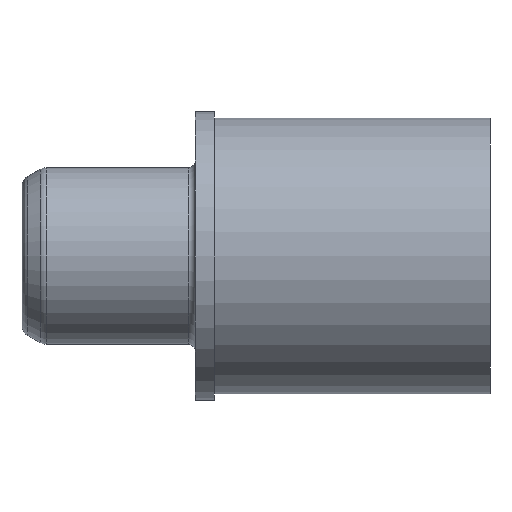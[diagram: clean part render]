
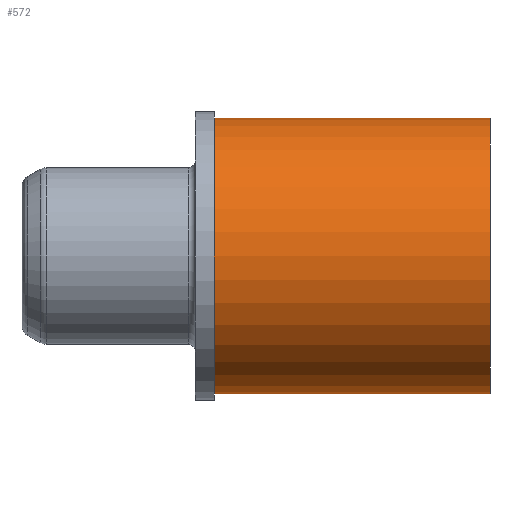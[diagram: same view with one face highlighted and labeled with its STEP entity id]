
A CAD part, left-side view. The second image highlights one B-rep face of the part: STEP entity #572.
In plain terms, the highlighted cylindrical face has radius 9.91 mm (diameter 19.82 mm), a partial arc.
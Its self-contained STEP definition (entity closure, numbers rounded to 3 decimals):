
#8 = DIRECTION ( 'NONE',  ( 0., -1., 0. ) ) ;
#33 = VERTEX_POINT ( 'NONE', #122 ) ;
#50 = CARTESIAN_POINT ( 'NONE',  ( 0., -8.106, 0. ) ) ;
#58 = VERTEX_POINT ( 'NONE', #512 ) ;
#67 = ORIENTED_EDGE ( 'NONE', *, *, #622, .F. ) ;
#82 = CYLINDRICAL_SURFACE ( 'NONE', #150, 9.91 ) ;
#122 = CARTESIAN_POINT ( 'NONE',  ( 0., 19.8, 9.91 ) ) ;
#140 = DIRECTION ( 'NONE',  ( 0., 0., -1. ) ) ;
#150 = AXIS2_PLACEMENT_3D ( 'NONE', #50, #601, #604 ) ;
#166 = AXIS2_PLACEMENT_3D ( 'NONE', #201, #605, #140 ) ;
#168 = DIRECTION ( 'NONE',  ( 0., -1., 0. ) ) ;
#174 = FACE_OUTER_BOUND ( 'NONE', #189, .T. ) ;
#189 = EDGE_LOOP ( 'NONE', ( #277, #531, #625, #67 ) ) ;
#194 = CARTESIAN_POINT ( 'NONE',  ( 0., -8.106, -9.91 ) ) ;
#197 = LINE ( 'NONE', #194, #429 ) ;
#201 = CARTESIAN_POINT ( 'NONE',  ( 0., 19.8, 0. ) ) ;
#202 = VERTEX_POINT ( 'NONE', #448 ) ;
#277 = ORIENTED_EDGE ( 'NONE', *, *, #610, .F. ) ;
#429 = VECTOR ( 'NONE', #658, 1000. ) ;
#448 = CARTESIAN_POINT ( 'NONE',  ( 0., 0., 9.91 ) ) ;
#485 = VECTOR ( 'NONE', #168, 1000. ) ;
#496 = CARTESIAN_POINT ( 'NONE',  ( 0., 0., 0. ) ) ;
#501 = CARTESIAN_POINT ( 'NONE',  ( 0., 19.8, -9.91 ) ) ;
#512 = CARTESIAN_POINT ( 'NONE',  ( 0., 0., -9.91 ) ) ;
#513 = LINE ( 'NONE', #592, #485 ) ;
#531 = ORIENTED_EDGE ( 'NONE', *, *, #644, .T. ) ;
#544 = AXIS2_PLACEMENT_3D ( 'NONE', #496, #8, #650 ) ;
#564 = VERTEX_POINT ( 'NONE', #501 ) ;
#572 = ADVANCED_FACE ( 'NONE', ( #174 ), #82, .T. ) ;
#592 = CARTESIAN_POINT ( 'NONE',  ( 0., -8.106, 9.91 ) ) ;
#594 = CIRCLE ( 'NONE', #544, 9.91 ) ;
#601 = DIRECTION ( 'NONE',  ( 0., -1., 0. ) ) ;
#604 = DIRECTION ( 'NONE',  ( 0., 0., -1. ) ) ;
#605 = DIRECTION ( 'NONE',  ( 0., -1., 0. ) ) ;
#610 = EDGE_CURVE ( 'NONE', #33, #202, #513, .T. ) ;
#616 = CIRCLE ( 'NONE', #166, 9.91 ) ;
#622 = EDGE_CURVE ( 'NONE', #202, #58, #594, .T. ) ;
#625 = ORIENTED_EDGE ( 'NONE', *, *, #628, .T. ) ;
#628 = EDGE_CURVE ( 'NONE', #564, #58, #197, .T. ) ;
#644 = EDGE_CURVE ( 'NONE', #33, #564, #616, .T. ) ;
#650 = DIRECTION ( 'NONE',  ( 0., 0., -1. ) ) ;
#658 = DIRECTION ( 'NONE',  ( 0., -1., 0. ) ) ;
